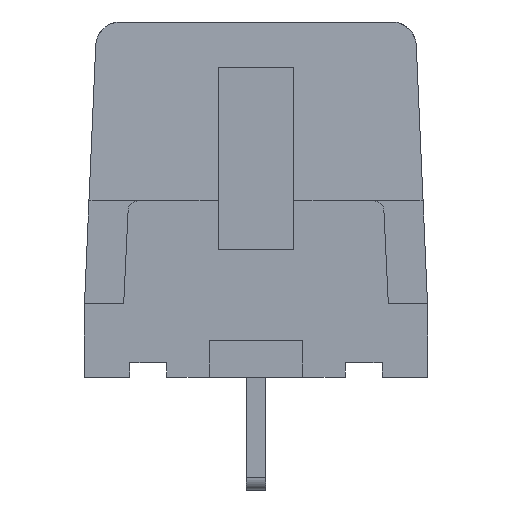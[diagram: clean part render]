
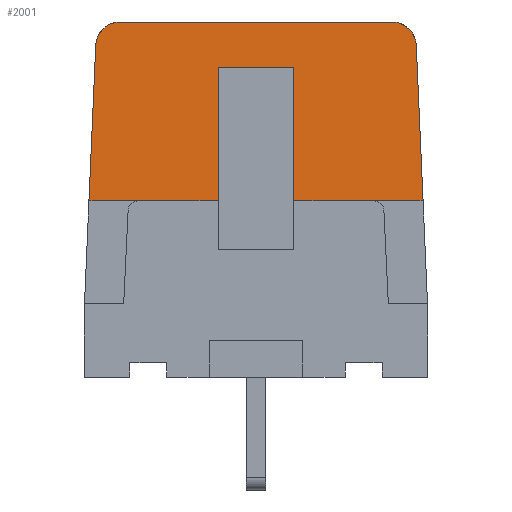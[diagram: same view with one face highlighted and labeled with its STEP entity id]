
A CAD part, front view. The second image highlights one B-rep face of the part: STEP entity #2001.
In plain terms, the highlighted planar face has unit normal (0, -1, 0.032).
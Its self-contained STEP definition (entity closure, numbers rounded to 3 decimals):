
#197 = CARTESIAN_POINT ( 'NONE',  ( -6.542, -4.341, 6.343 ) ) ;
#245 = DIRECTION ( 'NONE',  ( 0., -0.032, -0.999 ) ) ;
#481 = VERTEX_POINT ( 'NONE', #16917 ) ;
#764 = CARTESIAN_POINT ( 'NONE',  ( -6.542, -4.341, 6.343 ) ) ;
#846 = ORIENTED_EDGE ( 'NONE', *, *, #4357, .F. ) ;
#865 = ORIENTED_EDGE ( 'NONE', *, *, #9312, .F. ) ;
#882 = CARTESIAN_POINT ( 'NONE',  ( 6.817, -4.545, 0. ) ) ;
#1067 = VECTOR ( 'NONE', #14189, 1000. ) ;
#1100 = LINE ( 'NONE', #10348, #1350 ) ;
#1163 = CARTESIAN_POINT ( 'NONE',  ( 4.819, -4.545, 0. ) ) ;
#1350 = VECTOR ( 'NONE', #13825, 1000. ) ;
#1621 = CARTESIAN_POINT ( 'NONE',  ( 6.108, -4.31, 7.3 ) ) ;
#1655 = ORIENTED_EDGE ( 'NONE', *, *, #6698, .F. ) ;
#1908 = DIRECTION ( 'NONE',  ( 0., 0.032, 0.999 ) ) ;
#2001 = ADVANCED_FACE ( 'NONE', ( #7513 ), #8535, .T. ) ;
#2023 = VECTOR ( 'NONE', #16553, 1000. ) ;
#2252 = LINE ( 'NONE', #18038, #2023 ) ;
#2410 = VECTOR ( 'NONE', #1908, 1000. ) ;
#2827 = CARTESIAN_POINT ( 'NONE',  ( -1.55, -4.37, 5.436 ) ) ;
#3095 = EDGE_CURVE ( 'NONE', #10369, #14436, #5258, .T. ) ;
#3288 = CARTESIAN_POINT ( 'NONE',  ( 6.817, -4.545, 0. ) ) ;
#3444 = LINE ( 'NONE', #882, #17655 ) ;
#4187 = CARTESIAN_POINT ( 'NONE',  ( -5.543, -4.31, 7.3 ) ) ;
#4357 = EDGE_CURVE ( 'NONE', #8833, #13986, #6199, .T. ) ;
#4849 = CARTESIAN_POINT ( 'NONE',  ( -5.543, -4.31, 7.3 ) ) ;
#4976 = DIRECTION ( 'NONE',  ( 1., 0., 0. ) ) ;
#5258 = LINE ( 'NONE', #6332, #1067 ) ;
#5325 = CARTESIAN_POINT ( 'NONE',  ( 3.25, -4.428, 3.65 ) ) ;
#5829 = AXIS2_PLACEMENT_3D ( 'NONE', #5325, #16527, #14795 ) ;
#6199 = LINE ( 'NONE', #11100, #12938 ) ;
#6332 = CARTESIAN_POINT ( 'NONE',  ( 3.25, -4.31, 7.3 ) ) ;
#6376 = CARTESIAN_POINT ( 'NONE',  ( 5.543, -4.31, 7.3 ) ) ;
#6387 = ORIENTED_EDGE ( 'NONE', *, *, #18338, .T. ) ;
#6698 = EDGE_CURVE ( 'NONE', #9854, #13405, #1100, .T. ) ;
#6772 = LINE ( 'NONE', #764, #18993 ) ;
#6833 = CARTESIAN_POINT ( 'NONE',  ( 5.4, -4.545, 0. ) ) ;
#7038 = ORIENTED_EDGE ( 'NONE', *, *, #3095, .T. ) ;
#7513 = FACE_OUTER_BOUND ( 'NONE', #9196, .T. ) ;
#7514 = EDGE_CURVE ( 'NONE', #13986, #15438, #2252, .T. ) ;
#7850 = VERTEX_POINT ( 'NONE', #197 ) ;
#8525 = EDGE_CURVE ( 'NONE', #9854, #19408, #3444, .T. ) ;
#8535 = PLANE ( 'NONE',  #5829 ) ;
#8833 = VERTEX_POINT ( 'NONE', #12560 ) ;
#9196 = EDGE_LOOP ( 'NONE', ( #15779, #11981, #12434, #865, #1655, #18206, #6387, #7038, #10271, #18122, #13513, #846 ) ) ;
#9274 = CARTESIAN_POINT ( 'NONE',  ( -6.108, -4.31, 7.3 ) ) ;
#9312 = EDGE_CURVE ( 'NONE', #13405, #481, #16179, .T. ) ;
#9681 = CARTESIAN_POINT ( 'NONE',  ( 5.543, -4.31, 7.3 ) ) ;
#9712 = EDGE_CURVE ( 'NONE', #14436, #7850, #11185, .T. ) ;
#9854 = VERTEX_POINT ( 'NONE', #3288 ) ;
#9903 = EDGE_CURVE ( 'NONE', #8833, #13837, #19812, .T. ) ;
#10271 = ORIENTED_EDGE ( 'NONE', *, *, #9712, .T. ) ;
#10348 = CARTESIAN_POINT ( 'NONE',  ( 0., -4.545, 0. ) ) ;
#10369 = VERTEX_POINT ( 'NONE', #6376 ) ;
#10893 = CARTESIAN_POINT ( 'NONE',  ( -6.517, -4.323, 6.909 ) ) ;
#11100 = CARTESIAN_POINT ( 'NONE',  ( 5.4, -4.545, 0. ) ) ;
#11185 =( BOUNDED_CURVE ( )  B_SPLINE_CURVE ( 3, ( #4187, #9274, #10893, #15105 ),
 .UNSPECIFIED., .F., .F. ) 
 B_SPLINE_CURVE_WITH_KNOTS ( ( 4, 4 ),
 ( 3.142, 4.669 ),
 .UNSPECIFIED. ) 
 CURVE ( )  GEOMETRIC_REPRESENTATION_ITEM ( )  RATIONAL_B_SPLINE_CURVE ( ( 1., 0.815, 0.815, 1. ) ) 
 REPRESENTATION_ITEM ( '' )  );
#11640 = VECTOR ( 'NONE', #11797, 1000. ) ;
#11797 = DIRECTION ( 'NONE',  ( -1., 0., 0. ) ) ;
#11981 = ORIENTED_EDGE ( 'NONE', *, *, #15696, .T. ) ;
#12028 = LINE ( 'NONE', #12639, #14307 ) ;
#12090 = CARTESIAN_POINT ( 'NONE',  ( -6.817, -4.545, 0. ) ) ;
#12434 = ORIENTED_EDGE ( 'NONE', *, *, #17285, .T. ) ;
#12560 = CARTESIAN_POINT ( 'NONE',  ( -1.55, -4.545, 0. ) ) ;
#12639 = CARTESIAN_POINT ( 'NONE',  ( 3.25, -4.37, 5.436 ) ) ;
#12749 = EDGE_CURVE ( 'NONE', #7850, #15438, #6772, .T. ) ;
#12938 = VECTOR ( 'NONE', #17719, 1000. ) ;
#13405 = VERTEX_POINT ( 'NONE', #1163 ) ;
#13492 = DIRECTION ( 'NONE',  ( -0.043, 0.032, 0.999 ) ) ;
#13513 = ORIENTED_EDGE ( 'NONE', *, *, #7514, .F. ) ;
#13723 = VECTOR ( 'NONE', #245, 1000. ) ;
#13825 = DIRECTION ( 'NONE',  ( -1., 0., 0. ) ) ;
#13837 = VERTEX_POINT ( 'NONE', #2827 ) ;
#13986 = VERTEX_POINT ( 'NONE', #19429 ) ;
#14189 = DIRECTION ( 'NONE',  ( -1., 0., 0. ) ) ;
#14307 = VECTOR ( 'NONE', #4976, 1000. ) ;
#14388 = CARTESIAN_POINT ( 'NONE',  ( 6.517, -4.323, 6.909 ) ) ;
#14436 = VERTEX_POINT ( 'NONE', #4849 ) ;
#14795 = DIRECTION ( 'NONE',  ( 0., -0.032, -0.999 ) ) ;
#15078 = DIRECTION ( 'NONE',  ( -0.043, -0.032, -0.999 ) ) ;
#15105 = CARTESIAN_POINT ( 'NONE',  ( -6.542, -4.341, 6.343 ) ) ;
#15438 = VERTEX_POINT ( 'NONE', #12090 ) ;
#15696 = EDGE_CURVE ( 'NONE', #13837, #19008, #12028, .T. ) ;
#15779 = ORIENTED_EDGE ( 'NONE', *, *, #9903, .T. ) ;
#16135 = CARTESIAN_POINT ( 'NONE',  ( 6.542, -4.341, 6.343 ) ) ;
#16179 = LINE ( 'NONE', #6833, #11640 ) ;
#16527 = DIRECTION ( 'NONE',  ( 0., -0.999, 0.032 ) ) ;
#16553 = DIRECTION ( 'NONE',  ( -1., 0., 0. ) ) ;
#16696 = CARTESIAN_POINT ( 'NONE',  ( 1.55, -4.37, 5.436 ) ) ;
#16917 = CARTESIAN_POINT ( 'NONE',  ( 1.55, -4.545, 0. ) ) ;
#17285 = EDGE_CURVE ( 'NONE', #19008, #481, #18422, .T. ) ;
#17655 = VECTOR ( 'NONE', #13492, 1000. ) ;
#17719 = DIRECTION ( 'NONE',  ( -1., 0., 0. ) ) ;
#18038 = CARTESIAN_POINT ( 'NONE',  ( 0., -4.545, 0. ) ) ;
#18122 = ORIENTED_EDGE ( 'NONE', *, *, #12749, .T. ) ;
#18206 = ORIENTED_EDGE ( 'NONE', *, *, #8525, .T. ) ;
#18338 = EDGE_CURVE ( 'NONE', #19408, #10369, #20244, .T. ) ;
#18422 = LINE ( 'NONE', #19512, #13723 ) ;
#18993 = VECTOR ( 'NONE', #15078, 1000. ) ;
#19008 = VERTEX_POINT ( 'NONE', #16696 ) ;
#19291 = CARTESIAN_POINT ( 'NONE',  ( -1.55, -4.545, 0. ) ) ;
#19408 = VERTEX_POINT ( 'NONE', #19722 ) ;
#19429 = CARTESIAN_POINT ( 'NONE',  ( -4.819, -4.545, 0. ) ) ;
#19512 = CARTESIAN_POINT ( 'NONE',  ( 1.55, -4.37, 5.436 ) ) ;
#19722 = CARTESIAN_POINT ( 'NONE',  ( 6.542, -4.341, 6.343 ) ) ;
#19812 = LINE ( 'NONE', #19291, #2410 ) ;
#20244 =( BOUNDED_CURVE ( )  B_SPLINE_CURVE ( 3, ( #16135, #14388, #1621, #9681 ),
 .UNSPECIFIED., .F., .F. ) 
 B_SPLINE_CURVE_WITH_KNOTS ( ( 4, 4 ),
 ( 1.614, 3.142 ),
 .UNSPECIFIED. ) 
 CURVE ( )  GEOMETRIC_REPRESENTATION_ITEM ( )  RATIONAL_B_SPLINE_CURVE ( ( 1., 0.815, 0.815, 1. ) ) 
 REPRESENTATION_ITEM ( '' )  );
